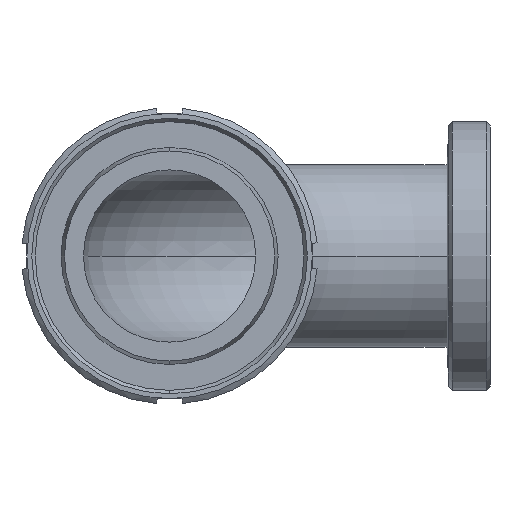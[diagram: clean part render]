
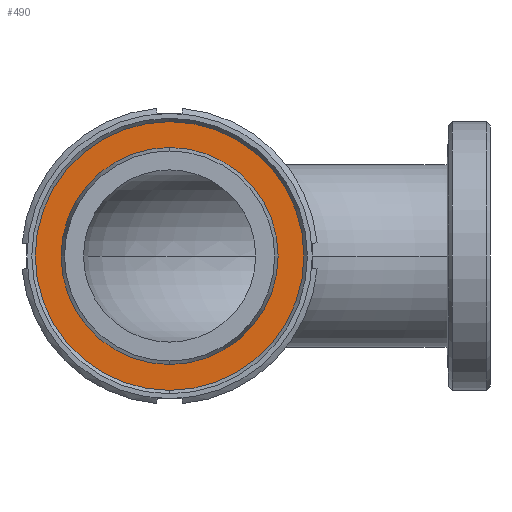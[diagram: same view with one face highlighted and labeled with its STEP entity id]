
A CAD part, front view. The second image highlights one B-rep face of the part: STEP entity #490.
In plain terms, the highlighted planar face has unit normal (0, -1, 0).
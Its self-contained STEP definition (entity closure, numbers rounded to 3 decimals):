
#205 = EDGE_CURVE ( 'NONE', #1032, #597, #1399, .T. ) ;
#258 = CARTESIAN_POINT ( 'NONE',  ( 0., 4.01, -26.52 ) ) ;
#314 = PLANE ( 'NONE',  #988 ) ;
#330 = CARTESIAN_POINT ( 'NONE',  ( -26.52, 4.01, 0. ) ) ;
#413 = AXIS2_PLACEMENT_3D ( 'NONE', #1984, #1582, #1231 ) ;
#490 = ADVANCED_FACE ( 'NONE', ( #1648, #2337 ), #314, .T. ) ;
#523 = DIRECTION ( 'NONE',  ( 0., 1., 0. ) ) ;
#554 = CIRCLE ( 'NONE', #2149, 40. ) ;
#567 = ORIENTED_EDGE ( 'NONE', *, *, #1333, .T. ) ;
#597 = VERTEX_POINT ( 'NONE', #1230 ) ;
#650 = EDGE_LOOP ( 'NONE', ( #1644, #1378 ) ) ;
#671 = VERTEX_POINT ( 'NONE', #768 ) ;
#750 = CIRCLE ( 'NONE', #413, 40. ) ;
#768 = CARTESIAN_POINT ( 'NONE',  ( 0., 4.01, 40. ) ) ;
#988 = AXIS2_PLACEMENT_3D ( 'NONE', #330, #1466, #1433 ) ;
#1032 = VERTEX_POINT ( 'NONE', #258 ) ;
#1057 = CARTESIAN_POINT ( 'NONE',  ( 0., 4.01, 0. ) ) ;
#1094 = EDGE_CURVE ( 'NONE', #1788, #671, #554, .T. ) ;
#1100 = DIRECTION ( 'NONE',  ( 0., 1., 0. ) ) ;
#1230 = CARTESIAN_POINT ( 'NONE',  ( 0., 4.01, 26.52 ) ) ;
#1231 = DIRECTION ( 'NONE',  ( 0., 0., 1. ) ) ;
#1258 = DIRECTION ( 'NONE',  ( 0., 1., 0. ) ) ;
#1333 = EDGE_CURVE ( 'NONE', #597, #1032, #1533, .T. ) ;
#1378 = ORIENTED_EDGE ( 'NONE', *, *, #1094, .F. ) ;
#1399 = CIRCLE ( 'NONE', #2074, 26.52 ) ;
#1433 = DIRECTION ( 'NONE',  ( 0., 0., -1. ) ) ;
#1466 = DIRECTION ( 'NONE',  ( 0., -1., 0. ) ) ;
#1489 = CARTESIAN_POINT ( 'NONE',  ( 0., 4.01, 0. ) ) ;
#1533 = CIRCLE ( 'NONE', #1756, 26.52 ) ;
#1582 = DIRECTION ( 'NONE',  ( 0., 1., 0. ) ) ;
#1589 = DIRECTION ( 'NONE',  ( 0., 0., 1. ) ) ;
#1608 = DIRECTION ( 'NONE',  ( 0., 0., 1. ) ) ;
#1614 = EDGE_CURVE ( 'NONE', #671, #1788, #750, .T. ) ;
#1644 = ORIENTED_EDGE ( 'NONE', *, *, #1614, .F. ) ;
#1648 = FACE_BOUND ( 'NONE', #1855, .T. ) ;
#1756 = AXIS2_PLACEMENT_3D ( 'NONE', #1057, #1258, #1589 ) ;
#1788 = VERTEX_POINT ( 'NONE', #2354 ) ;
#1855 = EDGE_LOOP ( 'NONE', ( #567, #2228 ) ) ;
#1984 = CARTESIAN_POINT ( 'NONE',  ( 0., 4.01, 0. ) ) ;
#2074 = AXIS2_PLACEMENT_3D ( 'NONE', #2364, #523, #1608 ) ;
#2149 = AXIS2_PLACEMENT_3D ( 'NONE', #1489, #1100, #2258 ) ;
#2228 = ORIENTED_EDGE ( 'NONE', *, *, #205, .T. ) ;
#2258 = DIRECTION ( 'NONE',  ( 0., 0., 1. ) ) ;
#2337 = FACE_OUTER_BOUND ( 'NONE', #650, .T. ) ;
#2354 = CARTESIAN_POINT ( 'NONE',  ( 0., 4.01, -40. ) ) ;
#2364 = CARTESIAN_POINT ( 'NONE',  ( 0., 4.01, 0. ) ) ;
